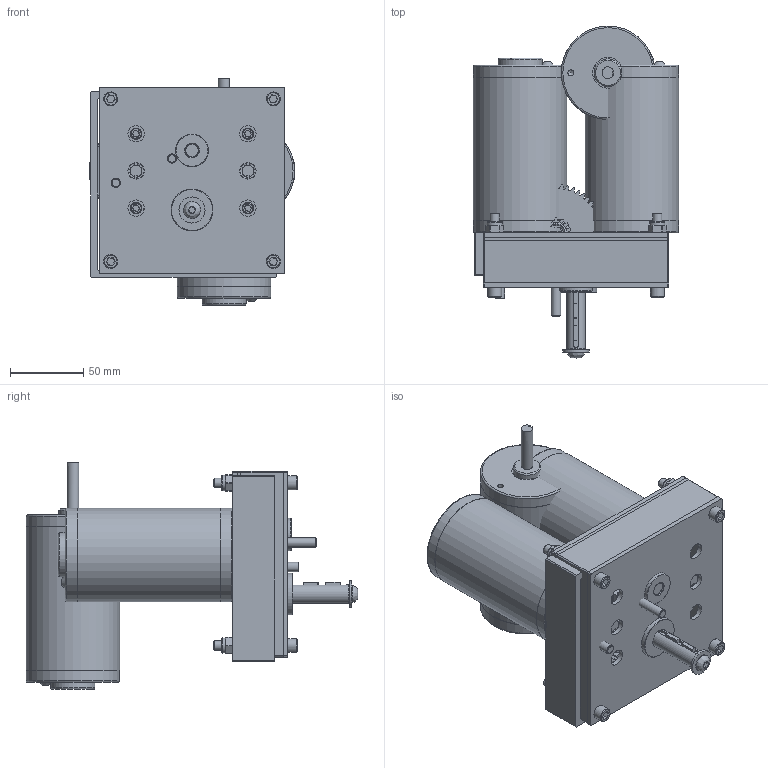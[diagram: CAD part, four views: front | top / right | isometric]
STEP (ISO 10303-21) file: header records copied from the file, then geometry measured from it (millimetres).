
FILE_DESCRIPTION( ( 'Unknown' ), '1' );
FILE_NAME( 'Toughbox.stp', 'Unknown', ( 'Unknown' ), ( 'Unknown' ), 'XStep 1.0', 'Unknown', ' ' );
FILE_SCHEMA( ( 'CONFIG_CONTROL_DESIGN' ) );
Length unit declared in the file: millimetre
Products named in the file (23): Assem1; Toughbox_d01; fr-6-zz; fr-8-zz; 14-20_nylock_nut; Toughbox_d03; 10-32x0500_shcs; CIM motor; 14-20x2000_shcs; 5-16_washer; 8mm_spring_clip; 250_washer; 14-20x0500_bhcs; 125x124x400_key; 500-e-klip; Toughbox_d09; Toughbox_d05; Toughbox_d08; Toughbox_d06; Toughbox_d04; Toughbox_d07; Toughbox_d02; 2mmx2mmx14mm_key
Bounding box: 140.42 x 226.82 x 154.93 mm (x, y, z)
Volume: 1699492.5 mm3; surface area: 384429.4 mm2
Topology: 63 solids, 63 shells, 2488 faces, 6504 edges, 4123 vertices
Faces by surface type: cylinder 1511, plane 693, cone 130, sphere 108, bspline 32, torus 14
Full cylindrical faces by diameter (mm): 3.967 x4, 4.039 x6, 4.775 x5, 4.976 x7, 5.182 x4, 5.334 x8, 6.325 x2, 6.35 x7, 6.706 x18, 7.823 x5, 8 x3, 8.636 x6, 8.788 x5, 9.5 x6, 9.525 x9, 10.414 x5, 11.125 x12, 11.176 x2, 11.684 x2, 12.675 x2, 12.7 x2, 17.526 x5, 17.78 x2, 19.05 x3, 20.828 x4, 21.057 x3, 22.225 x10, 24.689 x4, 28.575 x4, 30.074 x3
Entity records: 31901 total; most frequent: DIRECTION 5800, CARTESIAN_POINT 5723, ORIENTED_EDGE 4956, EDGE_CURVE 2478, AXIS2_PLACEMENT_3D 2422, VERTEX_POINT 1669, CIRCLE 1401, EDGE_LOOP 1194
